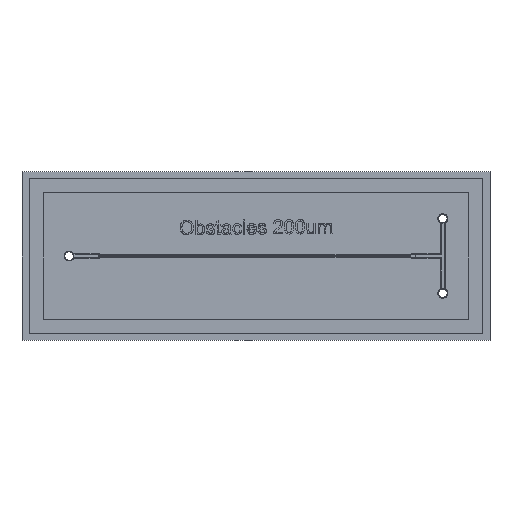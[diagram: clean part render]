
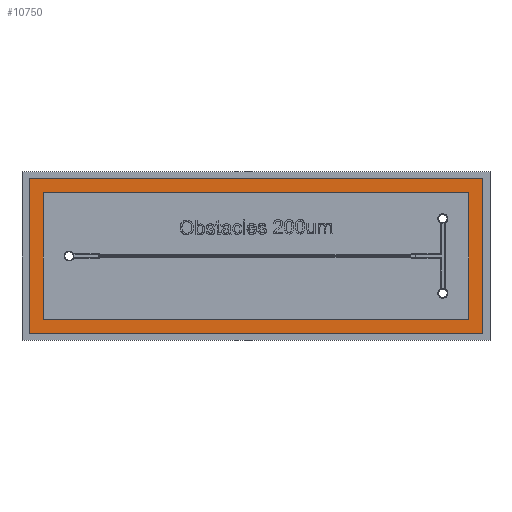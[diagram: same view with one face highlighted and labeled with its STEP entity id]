
A CAD part, top view. The second image highlights one B-rep face of the part: STEP entity #10750.
In plain terms, the highlighted planar face has unit normal (0, 0, 1).
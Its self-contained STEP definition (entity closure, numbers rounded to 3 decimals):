
#190=FACE_BOUND('',#1734,.T.);
#480=PLANE('',#11163);
#1068=FACE_OUTER_BOUND('',#1733,.T.);
#1733=EDGE_LOOP('',(#9831,#9832,#9833,#9834));
#1734=EDGE_LOOP('',(#9835,#9836,#9837,#9838));
#2682=LINE('',#20472,#3649);
#2684=LINE('',#20477,#3651);
#2686=LINE('',#20481,#3653);
#2690=LINE('',#20488,#3657);
#2696=LINE('',#20507,#3663);
#2697=LINE('',#20508,#3664);
#2698=LINE('',#20510,#3665);
#2699=LINE('',#20511,#3666);
#3649=VECTOR('',#12865,10.);
#3651=VECTOR('',#12869,10.);
#3653=VECTOR('',#12873,10.);
#3657=VECTOR('',#12879,10.);
#3663=VECTOR('',#12897,10.);
#3664=VECTOR('',#12898,10.);
#3665=VECTOR('',#12899,10.);
#3666=VECTOR('',#12900,10.);
#5222=VERTEX_POINT('',#20466);
#5224=VERTEX_POINT('',#20470);
#5225=VERTEX_POINT('',#20474);
#5226=VERTEX_POINT('',#20476);
#5227=VERTEX_POINT('',#20480);
#5229=VERTEX_POINT('',#20486);
#5236=VERTEX_POINT('',#20506);
#5237=VERTEX_POINT('',#20509);
#6762=EDGE_CURVE('',#5224,#5222,#2682,.T.);
#6764=EDGE_CURVE('',#5225,#5226,#2684,.T.);
#6766=EDGE_CURVE('',#5222,#5227,#2686,.T.);
#6770=EDGE_CURVE('',#5229,#5225,#2690,.T.);
#6779=EDGE_CURVE('',#5236,#5224,#2696,.T.);
#6780=EDGE_CURVE('',#5227,#5236,#2697,.T.);
#6781=EDGE_CURVE('',#5237,#5229,#2698,.T.);
#6782=EDGE_CURVE('',#5226,#5237,#2699,.T.);
#9831=ORIENTED_EDGE('',*,*,#6766,.F.);
#9832=ORIENTED_EDGE('',*,*,#6762,.F.);
#9833=ORIENTED_EDGE('',*,*,#6779,.F.);
#9834=ORIENTED_EDGE('',*,*,#6780,.F.);
#9835=ORIENTED_EDGE('',*,*,#6770,.F.);
#9836=ORIENTED_EDGE('',*,*,#6781,.F.);
#9837=ORIENTED_EDGE('',*,*,#6782,.F.);
#9838=ORIENTED_EDGE('',*,*,#6764,.F.);
#10750=ADVANCED_FACE('',(#1068,#190),#480,.F.);
#11163=AXIS2_PLACEMENT_3D('',#20505,#12895,#12896);
#12865=DIRECTION('',(1.,0.,0.));
#12869=DIRECTION('',(-1.,0.,0.));
#12873=DIRECTION('',(0.,-1.,0.));
#12879=DIRECTION('',(0.,1.,0.));
#12895=DIRECTION('center_axis',(0.,0.,-1.));
#12896=DIRECTION('ref_axis',(-1.,0.,0.));
#12897=DIRECTION('',(0.,1.,0.));
#12898=DIRECTION('',(-1.,0.,0.));
#12899=DIRECTION('',(1.,0.,0.));
#12900=DIRECTION('',(0.,-1.,0.));
#20466=CARTESIAN_POINT('',(32.,10.9,0.15));
#20470=CARTESIAN_POINT('',(-32.,10.9,0.15));
#20472=CARTESIAN_POINT('',(-16.,10.9,0.15));
#20474=CARTESIAN_POINT('',(30.,8.9,0.15));
#20476=CARTESIAN_POINT('',(-30.,8.9,0.15));
#20477=CARTESIAN_POINT('',(26.35,8.9,0.15));
#20480=CARTESIAN_POINT('',(32.,-10.9,0.15));
#20481=CARTESIAN_POINT('',(32.,6.,0.15));
#20486=CARTESIAN_POINT('',(30.,-8.9,0.15));
#20488=CARTESIAN_POINT('',(30.,-5.5,0.15));
#20505=CARTESIAN_POINT('Origin',(0.,0.,0.15));
#20506=CARTESIAN_POINT('',(-32.,-10.9,0.15));
#20507=CARTESIAN_POINT('',(-32.,-6.,0.15));
#20508=CARTESIAN_POINT('',(16.,-10.9,0.15));
#20509=CARTESIAN_POINT('',(-30.,-8.9,0.15));
#20510=CARTESIAN_POINT('',(26.35,-8.9,0.15));
#20511=CARTESIAN_POINT('',(-30.,5.,0.15));
